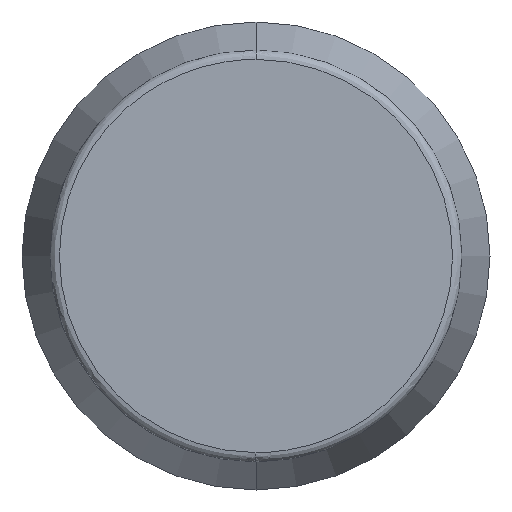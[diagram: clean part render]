
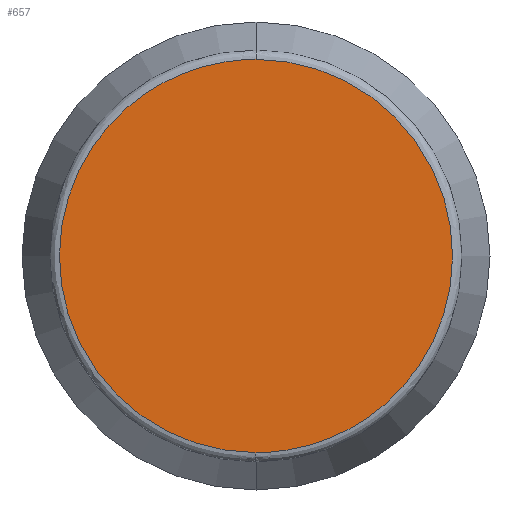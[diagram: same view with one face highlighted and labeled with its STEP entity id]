
A CAD part, front view. The second image highlights one B-rep face of the part: STEP entity #657.
In plain terms, the highlighted planar face has unit normal (0, -1, 0).
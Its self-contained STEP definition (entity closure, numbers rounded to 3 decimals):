
#1 =( BOUNDED_CURVE ( )  B_SPLINE_CURVE ( 3, ( #588, #580, #571, #570 ),
 .UNSPECIFIED., .F., .F. ) 
 B_SPLINE_CURVE_WITH_KNOTS ( ( 4, 4 ),
 ( 0., 1. ),
 .UNSPECIFIED. ) 
 CURVE ( )  GEOMETRIC_REPRESENTATION_ITEM ( )  RATIONAL_B_SPLINE_CURVE ( ( 0.957, 0.319, 0.319, 0.957 ) ) 
 REPRESENTATION_ITEM ( '' )  );
#2 =( BOUNDED_CURVE ( )  B_SPLINE_CURVE ( 3, ( #578, #581, #587, #577 ),
 .UNSPECIFIED., .F., .T. ) 
 B_SPLINE_CURVE_WITH_KNOTS ( ( 4, 4 ),
 ( 0., 1. ),
 .UNSPECIFIED. ) 
 CURVE ( )  GEOMETRIC_REPRESENTATION_ITEM ( )  RATIONAL_B_SPLINE_CURVE ( ( 0.957, 0.319, 0.319, 0.957 ) ) 
 REPRESENTATION_ITEM ( '' )  );
#22 = AXIS2_PLACEMENT_3D ( 'NONE', #466, #462, #461 ) ;
#83 = EDGE_CURVE ( 'NONE', #110, #251, #2, .T. ) ;
#84 = EDGE_CURVE ( 'NONE', #251, #110, #1, .T. ) ;
#108 = FACE_OUTER_BOUND ( 'NONE', #264, .T. ) ;
#110 = VERTEX_POINT ( 'NONE', #540 ) ;
#198 = ORIENTED_EDGE ( 'NONE', *, *, #83, .F. ) ;
#199 = ORIENTED_EDGE ( 'NONE', *, *, #84, .F. ) ;
#251 = VERTEX_POINT ( 'NONE', #518 ) ;
#264 = EDGE_LOOP ( 'NONE', ( #198, #199 ) ) ;
#461 = DIRECTION ( 'NONE',  ( 0., 0., -1. ) ) ;
#462 = DIRECTION ( 'NONE',  ( 0., -1., 0. ) ) ;
#464 = PLANE ( 'NONE',  #22 ) ;
#466 = CARTESIAN_POINT ( 'NONE',  ( -10.626, 0., 10.626 ) ) ;
#518 = CARTESIAN_POINT ( 'NONE',  ( 0., 0., -10.5 ) ) ;
#540 = CARTESIAN_POINT ( 'NONE',  ( 0., 0., 10.5 ) ) ;
#570 = CARTESIAN_POINT ( 'NONE',  ( 0., 0., 10.5 ) ) ;
#571 = CARTESIAN_POINT ( 'NONE',  ( -21., 0., 10.5 ) ) ;
#577 = CARTESIAN_POINT ( 'NONE',  ( 0., 0., -10.5 ) ) ;
#578 = CARTESIAN_POINT ( 'NONE',  ( 0., 0., 10.5 ) ) ;
#580 = CARTESIAN_POINT ( 'NONE',  ( -21., 0., -10.5 ) ) ;
#581 = CARTESIAN_POINT ( 'NONE',  ( 21., 0., 10.5 ) ) ;
#587 = CARTESIAN_POINT ( 'NONE',  ( 21., 0., -10.5 ) ) ;
#588 = CARTESIAN_POINT ( 'NONE',  ( 0., 0., -10.5 ) ) ;
#657 = ADVANCED_FACE ( 'NONE', ( #108 ), #464, .T. ) ;
